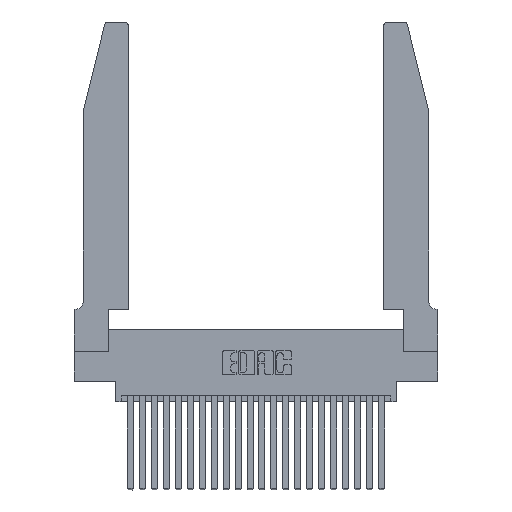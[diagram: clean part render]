
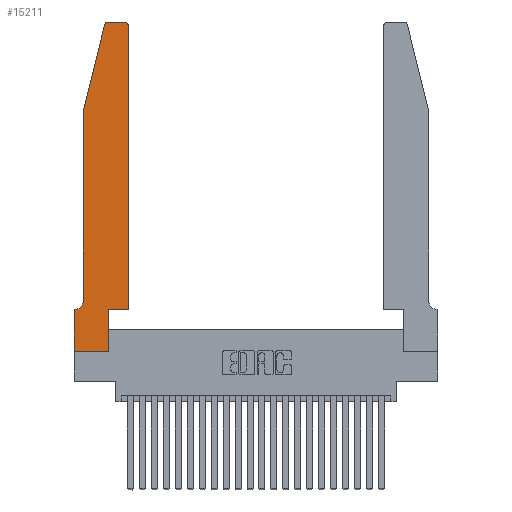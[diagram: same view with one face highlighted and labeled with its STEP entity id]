
A CAD part, top view. The second image highlights one B-rep face of the part: STEP entity #15211.
In plain terms, the highlighted planar face has unit normal (0, 0, 1).
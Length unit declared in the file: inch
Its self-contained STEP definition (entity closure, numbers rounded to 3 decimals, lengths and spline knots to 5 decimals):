
#258 = ORIENTED_EDGE ( 'NONE', *, *, #5611, .T. ) ;
#541 = ORIENTED_EDGE ( 'NONE', *, *, #3735, .T. ) ;
#880 = DIRECTION ( 'NONE',  ( 1., 0., 0. ) ) ;
#1613 = ORIENTED_EDGE ( 'NONE', *, *, #20334, .T. ) ;
#1905 = CARTESIAN_POINT ( 'NONE',  ( 0.2865, 0.35, 0.37 ) ) ;
#2119 = FACE_OUTER_BOUND ( 'NONE', #11209, .T. ) ;
#2551 = VERTEX_POINT ( 'NONE', #9704 ) ;
#2570 = CARTESIAN_POINT ( 'NONE',  ( 0., 0., 0.37 ) ) ;
#2657 = EDGE_CURVE ( 'NONE', #22302, #9676, #14089, .T. ) ;
#2986 = VERTEX_POINT ( 'NONE', #15095 ) ;
#3009 = EDGE_CURVE ( 'NONE', #14636, #4556, #17021, .T. ) ;
#3579 = EDGE_CURVE ( 'NONE', #12225, #22302, #8948, .T. ) ;
#3735 = EDGE_CURVE ( 'NONE', #24330, #2986, #22956, .T. ) ;
#3747 = VECTOR ( 'NONE', #4527, 39.37008 ) ;
#4361 = VECTOR ( 'NONE', #7547, 39.37008 ) ;
#4466 = CARTESIAN_POINT ( 'NONE',  ( 0.4505, 0.35, 0.37 ) ) ;
#4527 = DIRECTION ( 'NONE',  ( 0., 1., 0. ) ) ;
#4556 = VERTEX_POINT ( 'NONE', #9879 ) ;
#5081 = CARTESIAN_POINT ( 'NONE',  ( 0.0755, 2., 0.37 ) ) ;
#5254 = CARTESIAN_POINT ( 'NONE',  ( 0., 0., 0.37 ) ) ;
#5308 = AXIS2_PLACEMENT_3D ( 'NONE', #9843, #11679, #7879 ) ;
#5597 = VECTOR ( 'NONE', #23279, 39.37008 ) ;
#5611 = EDGE_CURVE ( 'NONE', #21317, #24330, #14240, .T. ) ;
#5817 = PLANE ( 'NONE',  #20423 ) ;
#6173 = ORIENTED_EDGE ( 'NONE', *, *, #18293, .T. ) ;
#6309 = EDGE_CURVE ( 'NONE', #12607, #14636, #13891, .T. ) ;
#6396 = DIRECTION ( 'NONE',  ( -1., 0., 0. ) ) ;
#6586 = ORIENTED_EDGE ( 'NONE', *, *, #8583, .T. ) ;
#6720 = CARTESIAN_POINT ( 'NONE',  ( 0.4505, 0.35, 0.37 ) ) ;
#6786 = DIRECTION ( 'NONE',  ( 0., 0., 1. ) ) ;
#7547 = DIRECTION ( 'NONE',  ( -1., 0., 0. ) ) ;
#7630 = ORIENTED_EDGE ( 'NONE', *, *, #3579, .T. ) ;
#7879 = DIRECTION ( 'NONE',  ( 1., 0., 0. ) ) ;
#8081 = VECTOR ( 'NONE', #12724, 39.37008 ) ;
#8583 = EDGE_CURVE ( 'NONE', #4556, #12225, #21872, .T. ) ;
#8948 = LINE ( 'NONE', #5081, #10414 ) ;
#8949 = DIRECTION ( 'NONE',  ( 0., 0., -1. ) ) ;
#9142 = VECTOR ( 'NONE', #880, 39.37008 ) ;
#9283 = VERTEX_POINT ( 'NONE', #24117 ) ;
#9361 = ORIENTED_EDGE ( 'NONE', *, *, #20842, .T. ) ;
#9676 = VERTEX_POINT ( 'NONE', #14140 ) ;
#9704 = CARTESIAN_POINT ( 'NONE',  ( 0., 0., 0.37 ) ) ;
#9843 = CARTESIAN_POINT ( 'NONE',  ( 0.4205, 2.72, 0.37 ) ) ;
#9879 = CARTESIAN_POINT ( 'NONE',  ( 0.25487, 2.72718, 0.37 ) ) ;
#9929 = VERTEX_POINT ( 'NONE', #23116 ) ;
#10091 = CARTESIAN_POINT ( 'NONE',  ( 0.4205, 2.75, 0.37 ) ) ;
#10414 = VECTOR ( 'NONE', #20415, 39.37008 ) ;
#11021 = ORIENTED_EDGE ( 'NONE', *, *, #16708, .T. ) ;
#11057 = DIRECTION ( 'NONE',  ( 0., 0., 1. ) ) ;
#11209 = EDGE_LOOP ( 'NONE', ( #16118, #19264, #6586, #7630, #15423, #11021, #1613, #9361, #24471, #258, #541, #6173 ) ) ;
#11679 = DIRECTION ( 'NONE',  ( 0., 0., 1. ) ) ;
#12189 = VECTOR ( 'NONE', #6396, 39.37008 ) ;
#12225 = VERTEX_POINT ( 'NONE', #18005 ) ;
#12607 = VERTEX_POINT ( 'NONE', #10091 ) ;
#12724 = DIRECTION ( 'NONE',  ( 0., -1., 0. ) ) ;
#12774 = LINE ( 'NONE', #17473, #12189 ) ;
#13359 = CARTESIAN_POINT ( 'NONE',  ( 0.2865, 0.35, 0.37 ) ) ;
#13891 = LINE ( 'NONE', #22363, #4361 ) ;
#14089 = CIRCLE ( 'NONE', #14747, 0.07 ) ;
#14140 = CARTESIAN_POINT ( 'NONE',  ( 0.0055, 0.35, 0.37 ) ) ;
#14240 = LINE ( 'NONE', #4466, #9142 ) ;
#14275 = CARTESIAN_POINT ( 'NONE',  ( 0.0755, 0.42, 0.37 ) ) ;
#14636 = VERTEX_POINT ( 'NONE', #18242 ) ;
#14747 = AXIS2_PLACEMENT_3D ( 'NONE', #18377, #8949, #16686 ) ;
#15095 = CARTESIAN_POINT ( 'NONE',  ( 0.4505, 2.72, 0.37 ) ) ;
#15211 = ADVANCED_FACE ( 'NONE', ( #2119 ), #5817, .T. ) ;
#15423 = ORIENTED_EDGE ( 'NONE', *, *, #2657, .T. ) ;
#15844 = LINE ( 'NONE', #5254, #8081 ) ;
#16118 = ORIENTED_EDGE ( 'NONE', *, *, #6309, .T. ) ;
#16559 = CARTESIAN_POINT ( 'NONE',  ( 0.4505, 0.35, 0.37 ) ) ;
#16686 = DIRECTION ( 'NONE',  ( -1., 0., 0. ) ) ;
#16708 = EDGE_CURVE ( 'NONE', #9676, #9283, #12774, .T. ) ;
#17021 = CIRCLE ( 'NONE', #19696, 0.03 ) ;
#17473 = CARTESIAN_POINT ( 'NONE',  ( 0.0755, 0.35, 0.37 ) ) ;
#17710 = CIRCLE ( 'NONE', #5308, 0.03 ) ;
#18005 = CARTESIAN_POINT ( 'NONE',  ( 0.0755, 2., 0.37 ) ) ;
#18149 = CARTESIAN_POINT ( 'NONE',  ( 0.0755, 2., 0.37 ) ) ;
#18242 = CARTESIAN_POINT ( 'NONE',  ( 0.284, 2.75, 0.37 ) ) ;
#18293 = EDGE_CURVE ( 'NONE', #2986, #12607, #17710, .T. ) ;
#18311 = DIRECTION ( 'NONE',  ( -0.239, -0.971, 0. ) ) ;
#18377 = CARTESIAN_POINT ( 'NONE',  ( 0.0055, 0.42, 0.37 ) ) ;
#19264 = ORIENTED_EDGE ( 'NONE', *, *, #3009, .T. ) ;
#19696 = AXIS2_PLACEMENT_3D ( 'NONE', #20591, #11057, #24407 ) ;
#19821 = VECTOR ( 'NONE', #18311, 39.37008 ) ;
#20334 = EDGE_CURVE ( 'NONE', #9283, #2551, #15844, .T. ) ;
#20415 = DIRECTION ( 'NONE',  ( 0., -1., 0. ) ) ;
#20423 = AXIS2_PLACEMENT_3D ( 'NONE', #21818, #6786, #21269 ) ;
#20591 = CARTESIAN_POINT ( 'NONE',  ( 0.284, 2.72, 0.37 ) ) ;
#20842 = EDGE_CURVE ( 'NONE', #2551, #9929, #22009, .T. ) ;
#21157 = DIRECTION ( 'NONE',  ( 0., 1., 0. ) ) ;
#21269 = DIRECTION ( 'NONE',  ( 1., 0., 0. ) ) ;
#21317 = VERTEX_POINT ( 'NONE', #1905 ) ;
#21818 = CARTESIAN_POINT ( 'NONE',  ( 0., 0.35, 0.37 ) ) ;
#21872 = LINE ( 'NONE', #18149, #19821 ) ;
#22009 = LINE ( 'NONE', #2570, #5597 ) ;
#22065 = EDGE_CURVE ( 'NONE', #9929, #21317, #22814, .T. ) ;
#22302 = VERTEX_POINT ( 'NONE', #14275 ) ;
#22363 = CARTESIAN_POINT ( 'NONE',  ( 0.2605, 2.75, 0.37 ) ) ;
#22814 = LINE ( 'NONE', #13359, #3747 ) ;
#22956 = LINE ( 'NONE', #16559, #24153 ) ;
#23116 = CARTESIAN_POINT ( 'NONE',  ( 0.2865, 0., 0.37 ) ) ;
#23279 = DIRECTION ( 'NONE',  ( 1., 0., 0. ) ) ;
#24117 = CARTESIAN_POINT ( 'NONE',  ( 0., 0.35, 0.37 ) ) ;
#24153 = VECTOR ( 'NONE', #21157, 39.37008 ) ;
#24330 = VERTEX_POINT ( 'NONE', #6720 ) ;
#24407 = DIRECTION ( 'NONE',  ( 1., 0., 0. ) ) ;
#24471 = ORIENTED_EDGE ( 'NONE', *, *, #22065, .T. ) ;
